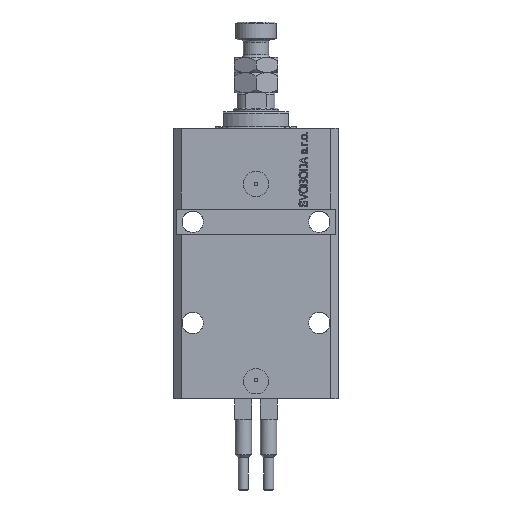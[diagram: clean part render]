
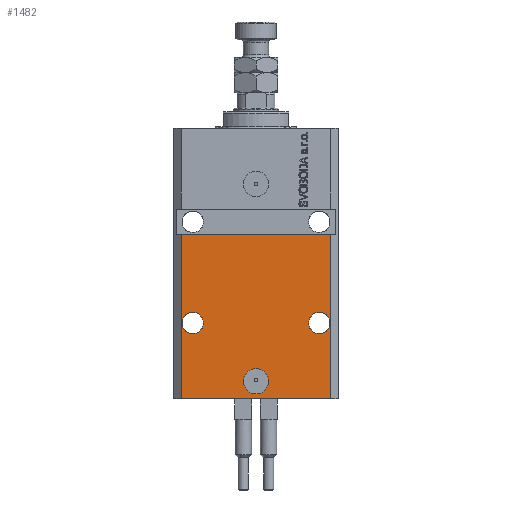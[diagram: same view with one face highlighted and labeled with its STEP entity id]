
A CAD part, front view. The second image highlights one B-rep face of the part: STEP entity #1482.
In plain terms, the highlighted planar face has unit normal (0, -1, 0).
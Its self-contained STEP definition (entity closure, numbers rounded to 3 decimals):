
#1158 = CARTESIAN_POINT ( 'NONE',  ( 29.25, -22.5, -77. ) ) ;
#1417 = DIRECTION ( 'NONE',  ( 1., 0., 0. ) ) ;
#1482 = ADVANCED_FACE ( 'NONE', ( #30478, #15319, #6876, #18428 ), #30729, .T. ) ;
#3682 = VERTEX_POINT ( 'NONE', #39144 ) ;
#5084 = CARTESIAN_POINT ( 'NONE',  ( -5., -22.5, -100. ) ) ;
#6266 = CARTESIAN_POINT ( 'NONE',  ( -32.5, -22.5, -42. ) ) ;
#6472 = VECTOR ( 'NONE', #13965, 1000. ) ;
#6876 = FACE_BOUND ( 'NONE', #30125, .T. ) ;
#8080 = CARTESIAN_POINT ( 'NONE',  ( -25., -22.5, -77. ) ) ;
#8566 = EDGE_CURVE ( 'NONE', #29503, #12344, #48867, .T. ) ;
#8862 = AXIS2_PLACEMENT_3D ( 'NONE', #8080, #34784, #42711 ) ;
#8996 = ORIENTED_EDGE ( 'NONE', *, *, #19758, .F. ) ;
#9664 = CIRCLE ( 'NONE', #17024, 5. ) ;
#9760 = VERTEX_POINT ( 'NONE', #5084 ) ;
#10200 = EDGE_CURVE ( 'NONE', #9760, #18435, #9664, .T. ) ;
#10662 = LINE ( 'NONE', #14770, #49951 ) ;
#11096 = CARTESIAN_POINT ( 'NONE',  ( 29.5, -22.5, -42. ) ) ;
#11357 = EDGE_CURVE ( 'NONE', #3682, #27258, #28536, .T. ) ;
#12344 = VERTEX_POINT ( 'NONE', #1158 ) ;
#12371 = VECTOR ( 'NONE', #25087, 1000. ) ;
#12427 = EDGE_CURVE ( 'NONE', #15672, #14096, #12452, .T. ) ;
#12452 = LINE ( 'NONE', #6266, #6472 ) ;
#13286 = CARTESIAN_POINT ( 'NONE',  ( 29.5, -22.5, -107. ) ) ;
#13644 = VERTEX_POINT ( 'NONE', #46037 ) ;
#13891 = DIRECTION ( 'NONE',  ( 1., 0., 0. ) ) ;
#13965 = DIRECTION ( 'NONE',  ( 1., 0., 0. ) ) ;
#14096 = VERTEX_POINT ( 'NONE', #11096 ) ;
#14352 = DIRECTION ( 'NONE',  ( 1., 0., 0. ) ) ;
#14770 = CARTESIAN_POINT ( 'NONE',  ( -29.5, -22.5, -107. ) ) ;
#15319 = FACE_BOUND ( 'NONE', #18629, .T. ) ;
#15672 = VERTEX_POINT ( 'NONE', #45994 ) ;
#16085 = LINE ( 'NONE', #46599, #38926 ) ;
#16106 = EDGE_CURVE ( 'NONE', #12344, #29503, #49040, .T. ) ;
#17024 = AXIS2_PLACEMENT_3D ( 'NONE', #40918, #48350, #1417 ) ;
#17104 = CARTESIAN_POINT ( 'NONE',  ( -29.5, -22.5, -107. ) ) ;
#18428 = FACE_OUTER_BOUND ( 'NONE', #18560, .T. ) ;
#18435 = VERTEX_POINT ( 'NONE', #24818 ) ;
#18560 = EDGE_LOOP ( 'NONE', ( #22346, #41943, #33717, #21675 ) ) ;
#18629 = EDGE_LOOP ( 'NONE', ( #24334, #45915 ) ) ;
#18923 = CIRCLE ( 'NONE', #29592, 4.25 ) ;
#19217 = ORIENTED_EDGE ( 'NONE', *, *, #10200, .F. ) ;
#19758 = EDGE_CURVE ( 'NONE', #27258, #3682, #18923, .T. ) ;
#21675 = ORIENTED_EDGE ( 'NONE', *, *, #39657, .T. ) ;
#22346 = ORIENTED_EDGE ( 'NONE', *, *, #12427, .F. ) ;
#22973 = DIRECTION ( 'NONE',  ( 0., -1., 0. ) ) ;
#24334 = ORIENTED_EDGE ( 'NONE', *, *, #16106, .F. ) ;
#24598 = ORIENTED_EDGE ( 'NONE', *, *, #11357, .F. ) ;
#24818 = CARTESIAN_POINT ( 'NONE',  ( 5., -22.5, -100. ) ) ;
#25052 = CARTESIAN_POINT ( 'NONE',  ( -29.25, -22.5, -77. ) ) ;
#25087 = DIRECTION ( 'NONE',  ( 0., 0., 1. ) ) ;
#25563 = EDGE_LOOP ( 'NONE', ( #50636, #19217 ) ) ;
#26765 = AXIS2_PLACEMENT_3D ( 'NONE', #26890, #49713, #14352 ) ;
#26890 = CARTESIAN_POINT ( 'NONE',  ( 25., -22.5, -77. ) ) ;
#26935 = AXIS2_PLACEMENT_3D ( 'NONE', #45677, #33638, #13891 ) ;
#27258 = VERTEX_POINT ( 'NONE', #25052 ) ;
#28536 = CIRCLE ( 'NONE', #8862, 4.25 ) ;
#29503 = VERTEX_POINT ( 'NONE', #39647 ) ;
#29592 = AXIS2_PLACEMENT_3D ( 'NONE', #46066, #22973, #38618 ) ;
#29831 = CARTESIAN_POINT ( 'NONE',  ( 0., -22.5, -100. ) ) ;
#30125 = EDGE_LOOP ( 'NONE', ( #24598, #8996 ) ) ;
#30478 = FACE_BOUND ( 'NONE', #25563, .T. ) ;
#30729 = PLANE ( 'NONE',  #31962 ) ;
#30915 = DIRECTION ( 'NONE',  ( 0., 0., 1. ) ) ;
#31962 = AXIS2_PLACEMENT_3D ( 'NONE', #42269, #38904, #38160 ) ;
#32075 = CIRCLE ( 'NONE', #44337, 5. ) ;
#33638 = DIRECTION ( 'NONE',  ( 0., -1., 0. ) ) ;
#33717 = ORIENTED_EDGE ( 'NONE', *, *, #49699, .T. ) ;
#34177 = DIRECTION ( 'NONE',  ( 0., -1., 0. ) ) ;
#34354 = EDGE_CURVE ( 'NONE', #35094, #15672, #10662, .T. ) ;
#34784 = DIRECTION ( 'NONE',  ( 0., -1., 0. ) ) ;
#35094 = VERTEX_POINT ( 'NONE', #17104 ) ;
#36391 = LINE ( 'NONE', #13286, #12371 ) ;
#38160 = DIRECTION ( 'NONE',  ( 1., 0., 0. ) ) ;
#38618 = DIRECTION ( 'NONE',  ( -1., 0., 0. ) ) ;
#38904 = DIRECTION ( 'NONE',  ( 0., -1., 0. ) ) ;
#38926 = VECTOR ( 'NONE', #42510, 1000. ) ;
#39144 = CARTESIAN_POINT ( 'NONE',  ( -20.75, -22.5, -77. ) ) ;
#39647 = CARTESIAN_POINT ( 'NONE',  ( 20.75, -22.5, -77. ) ) ;
#39657 = EDGE_CURVE ( 'NONE', #13644, #14096, #36391, .T. ) ;
#40239 = EDGE_CURVE ( 'NONE', #18435, #9760, #32075, .T. ) ;
#40918 = CARTESIAN_POINT ( 'NONE',  ( 0., -22.5, -100. ) ) ;
#41943 = ORIENTED_EDGE ( 'NONE', *, *, #34354, .F. ) ;
#42269 = CARTESIAN_POINT ( 'NONE',  ( -29.5, -22.5, -107. ) ) ;
#42510 = DIRECTION ( 'NONE',  ( 1., 0., 0. ) ) ;
#42711 = DIRECTION ( 'NONE',  ( -1., 0., 0. ) ) ;
#44337 = AXIS2_PLACEMENT_3D ( 'NONE', #29831, #34177, #49788 ) ;
#45677 = CARTESIAN_POINT ( 'NONE',  ( 25., -22.5, -77. ) ) ;
#45915 = ORIENTED_EDGE ( 'NONE', *, *, #8566, .F. ) ;
#45994 = CARTESIAN_POINT ( 'NONE',  ( -29.5, -22.5, -42. ) ) ;
#46037 = CARTESIAN_POINT ( 'NONE',  ( 29.5, -22.5, -107. ) ) ;
#46066 = CARTESIAN_POINT ( 'NONE',  ( -25., -22.5, -77. ) ) ;
#46599 = CARTESIAN_POINT ( 'NONE',  ( -29.5, -22.5, -107. ) ) ;
#48350 = DIRECTION ( 'NONE',  ( 0., -1., 0. ) ) ;
#48867 = CIRCLE ( 'NONE', #26765, 4.25 ) ;
#49040 = CIRCLE ( 'NONE', #26935, 4.25 ) ;
#49699 = EDGE_CURVE ( 'NONE', #35094, #13644, #16085, .T. ) ;
#49713 = DIRECTION ( 'NONE',  ( 0., -1., 0. ) ) ;
#49788 = DIRECTION ( 'NONE',  ( 1., 0., 0. ) ) ;
#49951 = VECTOR ( 'NONE', #30915, 1000. ) ;
#50636 = ORIENTED_EDGE ( 'NONE', *, *, #40239, .F. ) ;
